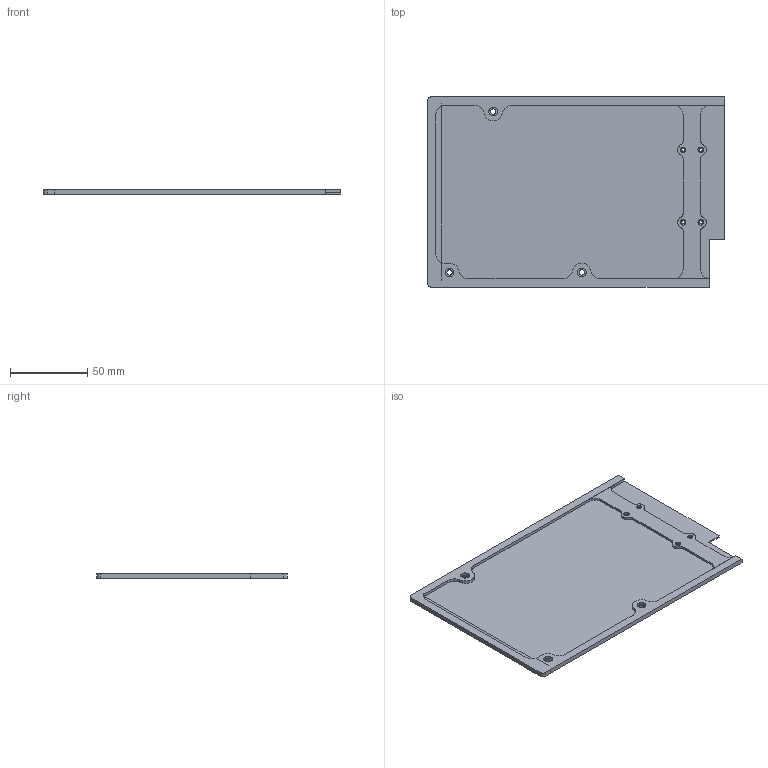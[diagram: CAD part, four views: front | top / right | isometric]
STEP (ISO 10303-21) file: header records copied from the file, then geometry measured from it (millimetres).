
FILE_DESCRIPTION(/* description */ ('','CAx-IF Rec.Pracs.---Representation and Presentation of Product Manufacturing Information (PMI)---4.0---2014-10-13'),/* implementation_level */ '2;1');
FILE_NAME(/* name */ 'Bottom Plate Split Right_v8.step',/* time_stamp */ '2025-03-01T17:00:14Z',/* author */ (''),/* organization */ (''),/* preprocessor_version */ 'ST-DEVELOPER v20',/* originating_system */ 'Autodesk Translation Framework v13.20.0.188',/* authorisation */ '');
FILE_SCHEMA (('AP242_MANAGED_MODEL_BASED_3D_ENGINEERING_MIM_LF { 1 0 10303 442 1 1 4 }'));
Length unit declared in the file: millimetre
Products named in the file (2): Bottom Plate Split Right; Bottom Plate v13
Assembly tree (1 placements, depth 2):
  Bottom Plate Split Right
    Bottom Plate v13
Bounding box: 192.52 x 123.3 x 3 mm (x, y, z)
Volume: 31443.4 mm3; surface area: 50181.8 mm2
Topology: 1 solids, 1 shells, 79 faces, 213 edges, 142 vertices
Faces by surface type: cylinder 42, plane 37
Full cylindrical faces by diameter (mm): 2 x4, 3.4 x3, 3.55 x4, 5.7 x3
Entity records: 2585 total; most frequent: DIRECTION 461, CARTESIAN_POINT 437, ORIENTED_EDGE 426, EDGE_CURVE 213, AXIS2_PLACEMENT_3D 166, VERTEX_POINT 142, LINE 129, VECTOR 129
